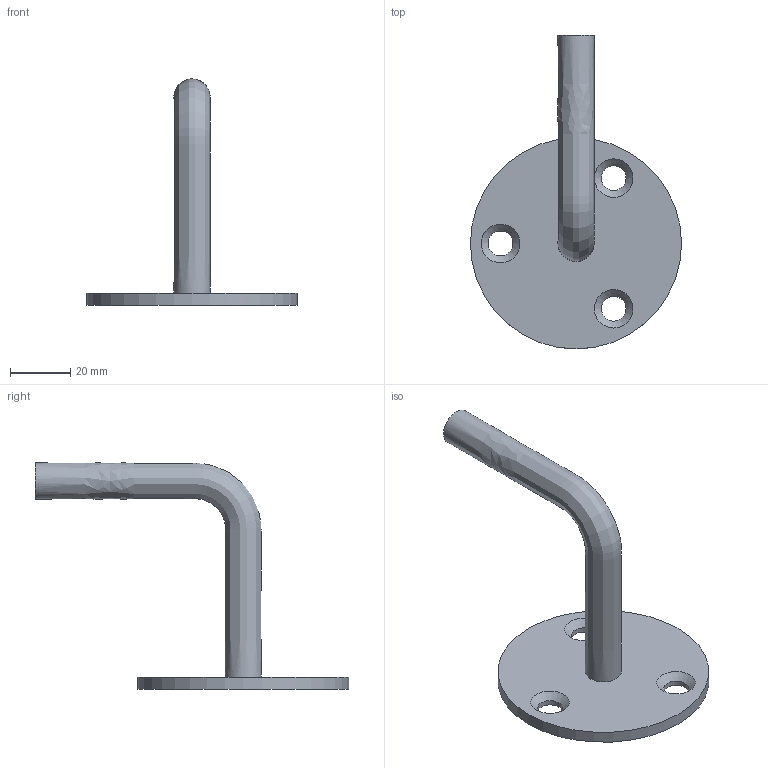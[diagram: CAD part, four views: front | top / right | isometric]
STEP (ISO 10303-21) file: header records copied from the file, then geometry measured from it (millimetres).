
FILE_DESCRIPTION(/* description */ (''),/* implementation_level */ '2;1');
FILE_NAME(/* name */ 'Rohrstuetzen_X157.stp',/* time_stamp */ '2017-07-09T17:21:36+02:00',/* author */ (''),/* organization */ (''),/* preprocessor_version */ 'ST-DEVELOPER v16',/* originating_system */ 'SIEMENS PLM Software NX 11.0',/* authorisation */ '');
FILE_SCHEMA (('AUTOMOTIVE_DESIGN { 1 0 10303 214 3 1 1 1 }'));
Length unit declared in the file: millimetre
Products named in the file (1): Goge0EC46D65tx0c
Bounding box: 70 x 104 x 75 mm (x, y, z)
Volume: 29098.2 mm3; surface area: 13285 mm2
Topology: 1 solids, 1 shells, 11 faces, 25 edges, 22 vertices
Faces by surface type: cylinder 4, plane 3, cone 3, bspline 1
Full cylindrical faces by diameter (mm): 8.2 x3, 70 x1
Entity records: 1149 total; most frequent: CARTESIAN_POINT 860, DIRECTION 50, EDGE_LOOP 26, ORIENTED_EDGE 26, FACE_BOUND 25, AXIS2_PLACEMENT_3D 24, VERTEX_POINT 13, EDGE_CURVE 13
